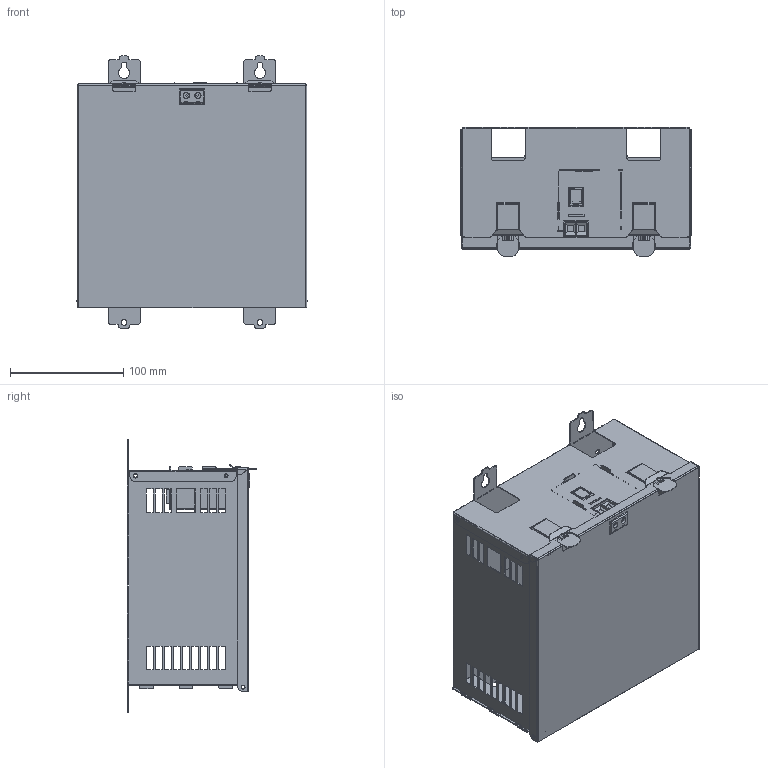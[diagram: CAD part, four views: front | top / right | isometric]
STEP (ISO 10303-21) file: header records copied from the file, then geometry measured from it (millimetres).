
FILE_DESCRIPTION((''),'2;1');
FILE_NAME('BAT12VRLA Complete Drawing.stp','2015-12-02T12:55:29',('Tecnico2'),(''),'Autodesk Inventor 2012','Autodesk Inventor 2012','');
FILE_SCHEMA(('AUTOMOTIVE_DESIGN { 1 0 10303 214 1 1 1 1 }'));
Length unit declared in the file: millimetre
Products named in the file (4): BAT12VRLA_Assembly_150212 Contorno Semplificato; M3M_00F_048A4_Cover; M3M_00C_048A4_Door; M5K_100_063A7_BMS_Cover Contorno Semplificato
Assembly tree (3 placements, depth 2):
  BAT12VRLA_Assembly_150212 Contorno Semplificato
    M3M_00F_048A4_Cover
    M3M_00C_048A4_Door
    M5K_100_063A7_BMS_Cover Contorno Semplificato
Bounding box: 204.6 x 114.05 x 240.46 mm (x, y, z)
Volume: 145672.6 mm3; surface area: 353382.6 mm2
Topology: 11 solids, 11 shells, 2175 faces, 6432 edges, 4140 vertices
Faces by surface type: plane 1296, cylinder 600, bspline 179, sphere 56, torus 32, cone 12
Full cylindrical faces by diameter (mm): 0.457 x1, 1.5 x4, 2.12 x2, 2.7 x1, 3.1 x6, 3.5 x4, 4 x2, 4.5 x9, 5 x4, 5.6 x2
Entity records: 76718 total; most frequent: CARTESIAN_POINT 18475, ORIENTED_EDGE 12706, DIRECTION 11295, EDGE_CURVE 6353, VECTOR 4657, LINE 4657, VERTEX_POINT 4120, AXIS2_PLACEMENT_3D 3319
